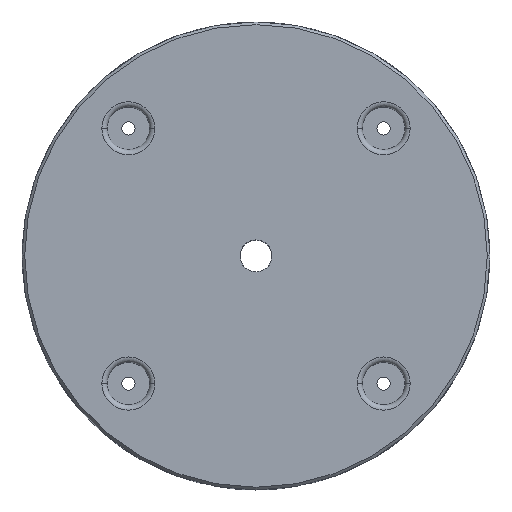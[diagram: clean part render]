
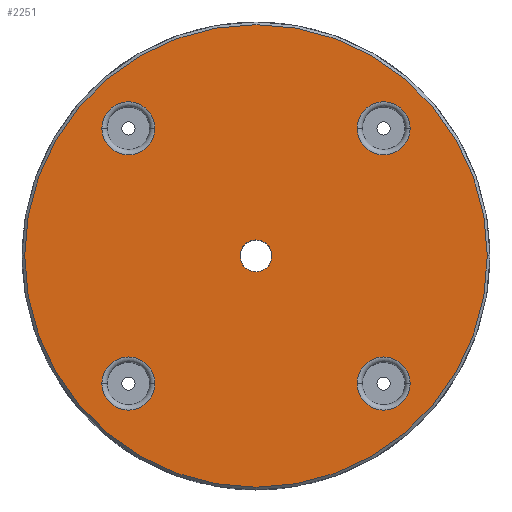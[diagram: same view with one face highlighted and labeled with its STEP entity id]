
A CAD part, top view. The second image highlights one B-rep face of the part: STEP entity #2251.
In plain terms, the highlighted planar face has unit normal (0, 0, 1).
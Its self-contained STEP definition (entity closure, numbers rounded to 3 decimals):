
#15 = ORIENTED_EDGE ( 'NONE', *, *, #2386, .T. ) ;
#57 = DIRECTION ( 'NONE',  ( 1., 0., 0. ) ) ;
#119 = EDGE_CURVE ( 'NONE', #768, #2440, #3097, .T. ) ;
#244 = CARTESIAN_POINT ( 'NONE',  ( -38., 48., 29. ) ) ;
#271 = ORIENTED_EDGE ( 'NONE', *, *, #1350, .F. ) ;
#309 = EDGE_LOOP ( 'NONE', ( #671, #1355 ) ) ;
#395 = VERTEX_POINT ( 'NONE', #3938 ) ;
#398 = DIRECTION ( 'NONE',  ( 1., 0., 0. ) ) ;
#415 = AXIS2_PLACEMENT_3D ( 'NONE', #4066, #1761, #3420 ) ;
#425 = ORIENTED_EDGE ( 'NONE', *, *, #1958, .T. ) ;
#453 = DIRECTION ( 'NONE',  ( 0., 0., -1. ) ) ;
#467 = AXIS2_PLACEMENT_3D ( 'NONE', #3625, #1004, #703 ) ;
#516 = CARTESIAN_POINT ( 'NONE',  ( -48., -48., 29. ) ) ;
#568 = FACE_BOUND ( 'NONE', #3385, .T. ) ;
#575 = PLANE ( 'NONE',  #2915 ) ;
#578 = EDGE_CURVE ( 'NONE', #1876, #3523, #2158, .T. ) ;
#671 = ORIENTED_EDGE ( 'NONE', *, *, #3858, .T. ) ;
#689 = DIRECTION ( 'NONE',  ( 1., 0., 0. ) ) ;
#693 = CARTESIAN_POINT ( 'NONE',  ( -87., 0., 29. ) ) ;
#703 = DIRECTION ( 'NONE',  ( 1., 0., 0. ) ) ;
#756 = AXIS2_PLACEMENT_3D ( 'NONE', #3628, #3297, #2976 ) ;
#768 = VERTEX_POINT ( 'NONE', #3825 ) ;
#799 = EDGE_CURVE ( 'NONE', #2264, #1023, #4160, .T. ) ;
#834 = CIRCLE ( 'NONE', #1962, 87. ) ;
#881 = DIRECTION ( 'NONE',  ( 0., 0., 1. ) ) ;
#922 = AXIS2_PLACEMENT_3D ( 'NONE', #2118, #453, #2452 ) ;
#928 = CIRCLE ( 'NONE', #2052, 10. ) ;
#987 = EDGE_LOOP ( 'NONE', ( #15, #1902 ) ) ;
#1004 = DIRECTION ( 'NONE',  ( 0., 0., -1. ) ) ;
#1015 = ORIENTED_EDGE ( 'NONE', *, *, #799, .T. ) ;
#1016 = CARTESIAN_POINT ( 'NONE',  ( -48., 48., 29. ) ) ;
#1023 = VERTEX_POINT ( 'NONE', #3083 ) ;
#1143 = CARTESIAN_POINT ( 'NONE',  ( 58., -48., 29. ) ) ;
#1183 = VERTEX_POINT ( 'NONE', #2168 ) ;
#1285 = AXIS2_PLACEMENT_3D ( 'NONE', #2000, #3647, #57 ) ;
#1340 = EDGE_CURVE ( 'NONE', #1023, #2264, #3644, .T. ) ;
#1350 = EDGE_CURVE ( 'NONE', #3523, #1876, #1679, .T. ) ;
#1355 = ORIENTED_EDGE ( 'NONE', *, *, #119, .T. ) ;
#1461 = FACE_BOUND ( 'NONE', #987, .T. ) ;
#1511 = VERTEX_POINT ( 'NONE', #244 ) ;
#1514 = EDGE_LOOP ( 'NONE', ( #3979, #2654 ) ) ;
#1520 = DIRECTION ( 'NONE',  ( 1., 0., 0. ) ) ;
#1534 = EDGE_CURVE ( 'NONE', #1666, #3077, #2609, .T. ) ;
#1666 = VERTEX_POINT ( 'NONE', #693 ) ;
#1670 = FACE_BOUND ( 'NONE', #4045, .T. ) ;
#1679 = CIRCLE ( 'NONE', #1285, 6. ) ;
#1761 = DIRECTION ( 'NONE',  ( 0., 0., 1. ) ) ;
#1808 = AXIS2_PLACEMENT_3D ( 'NONE', #3066, #3982, #398 ) ;
#1824 = DIRECTION ( 'NONE',  ( 0., 0., -1. ) ) ;
#1875 = CIRCLE ( 'NONE', #4248, 10. ) ;
#1876 = VERTEX_POINT ( 'NONE', #3852 ) ;
#1902 = ORIENTED_EDGE ( 'NONE', *, *, #2175, .T. ) ;
#1903 = CARTESIAN_POINT ( 'NONE',  ( 0., 0., 29. ) ) ;
#1958 = EDGE_CURVE ( 'NONE', #1511, #1183, #928, .T. ) ;
#1962 = AXIS2_PLACEMENT_3D ( 'NONE', #2096, #3135, #3752 ) ;
#2000 = CARTESIAN_POINT ( 'NONE',  ( 0., 0., 29. ) ) ;
#2018 = DIRECTION ( 'NONE',  ( 0., 0., -1. ) ) ;
#2025 = VERTEX_POINT ( 'NONE', #4105 ) ;
#2052 = AXIS2_PLACEMENT_3D ( 'NONE', #1016, #4002, #689 ) ;
#2096 = CARTESIAN_POINT ( 'NONE',  ( 0., 0., 29. ) ) ;
#2118 = CARTESIAN_POINT ( 'NONE',  ( 48., -48., 29. ) ) ;
#2137 = CARTESIAN_POINT ( 'NONE',  ( 87., 0., 29. ) ) ;
#2158 = CIRCLE ( 'NONE', #415, 6. ) ;
#2159 = CARTESIAN_POINT ( 'NONE',  ( 48., 48., 29. ) ) ;
#2168 = CARTESIAN_POINT ( 'NONE',  ( -58., 48., 29. ) ) ;
#2175 = EDGE_CURVE ( 'NONE', #395, #2025, #2396, .T. ) ;
#2193 = CIRCLE ( 'NONE', #922, 10. ) ;
#2248 = DIRECTION ( 'NONE',  ( 1., 0., 0. ) ) ;
#2251 = ADVANCED_FACE ( 'NONE', ( #1670, #1461, #4189, #2449, #2815, #568 ), #575, .T. ) ;
#2264 = VERTEX_POINT ( 'NONE', #3273 ) ;
#2350 = EDGE_LOOP ( 'NONE', ( #3811, #1015 ) ) ;
#2364 = EDGE_CURVE ( 'NONE', #1183, #1511, #3933, .T. ) ;
#2366 = CARTESIAN_POINT ( 'NONE',  ( -48., -48., 29. ) ) ;
#2386 = EDGE_CURVE ( 'NONE', #2025, #395, #1875, .T. ) ;
#2396 = CIRCLE ( 'NONE', #3591, 10. ) ;
#2440 = VERTEX_POINT ( 'NONE', #1143 ) ;
#2449 = FACE_BOUND ( 'NONE', #2350, .T. ) ;
#2452 = DIRECTION ( 'NONE',  ( 1., 0., 0. ) ) ;
#2504 = ORIENTED_EDGE ( 'NONE', *, *, #578, .F. ) ;
#2569 = CARTESIAN_POINT ( 'NONE',  ( 0., 0., 29. ) ) ;
#2609 = CIRCLE ( 'NONE', #3425, 87. ) ;
#2620 = AXIS2_PLACEMENT_3D ( 'NONE', #2159, #3490, #1520 ) ;
#2654 = ORIENTED_EDGE ( 'NONE', *, *, #3090, .T. ) ;
#2815 = FACE_OUTER_BOUND ( 'NONE', #1514, .T. ) ;
#2915 = AXIS2_PLACEMENT_3D ( 'NONE', #1903, #3194, #2248 ) ;
#2976 = DIRECTION ( 'NONE',  ( 1., 0., 0. ) ) ;
#3026 = DIRECTION ( 'NONE',  ( 1., 0., 0. ) ) ;
#3066 = CARTESIAN_POINT ( 'NONE',  ( -48., 48., 29. ) ) ;
#3077 = VERTEX_POINT ( 'NONE', #2137 ) ;
#3083 = CARTESIAN_POINT ( 'NONE',  ( 58., 48., 29. ) ) ;
#3090 = EDGE_CURVE ( 'NONE', #3077, #1666, #834, .T. ) ;
#3097 = CIRCLE ( 'NONE', #467, 10. ) ;
#3135 = DIRECTION ( 'NONE',  ( 0., 0., 1. ) ) ;
#3194 = DIRECTION ( 'NONE',  ( 0., 0., 1. ) ) ;
#3229 = DIRECTION ( 'NONE',  ( 1., 0., 0. ) ) ;
#3273 = CARTESIAN_POINT ( 'NONE',  ( 38., 48., 29. ) ) ;
#3297 = DIRECTION ( 'NONE',  ( 0., 0., -1. ) ) ;
#3385 = EDGE_LOOP ( 'NONE', ( #271, #2504 ) ) ;
#3420 = DIRECTION ( 'NONE',  ( 1., 0., 0. ) ) ;
#3425 = AXIS2_PLACEMENT_3D ( 'NONE', #2569, #881, #3229 ) ;
#3490 = DIRECTION ( 'NONE',  ( 0., 0., -1. ) ) ;
#3523 = VERTEX_POINT ( 'NONE', #3874 ) ;
#3591 = AXIS2_PLACEMENT_3D ( 'NONE', #516, #1824, #3799 ) ;
#3625 = CARTESIAN_POINT ( 'NONE',  ( 48., -48., 29. ) ) ;
#3628 = CARTESIAN_POINT ( 'NONE',  ( 48., 48., 29. ) ) ;
#3644 = CIRCLE ( 'NONE', #756, 10. ) ;
#3647 = DIRECTION ( 'NONE',  ( 0., 0., 1. ) ) ;
#3752 = DIRECTION ( 'NONE',  ( 1., 0., 0. ) ) ;
#3799 = DIRECTION ( 'NONE',  ( 1., 0., 0. ) ) ;
#3811 = ORIENTED_EDGE ( 'NONE', *, *, #1340, .T. ) ;
#3825 = CARTESIAN_POINT ( 'NONE',  ( 38., -48., 29. ) ) ;
#3852 = CARTESIAN_POINT ( 'NONE',  ( -6., 0., 29. ) ) ;
#3858 = EDGE_CURVE ( 'NONE', #2440, #768, #2193, .T. ) ;
#3874 = CARTESIAN_POINT ( 'NONE',  ( 6., 0., 29. ) ) ;
#3933 = CIRCLE ( 'NONE', #1808, 10. ) ;
#3938 = CARTESIAN_POINT ( 'NONE',  ( -58., -48., 29. ) ) ;
#3979 = ORIENTED_EDGE ( 'NONE', *, *, #1534, .T. ) ;
#3982 = DIRECTION ( 'NONE',  ( 0., 0., -1. ) ) ;
#4002 = DIRECTION ( 'NONE',  ( 0., 0., -1. ) ) ;
#4032 = ORIENTED_EDGE ( 'NONE', *, *, #2364, .T. ) ;
#4045 = EDGE_LOOP ( 'NONE', ( #425, #4032 ) ) ;
#4066 = CARTESIAN_POINT ( 'NONE',  ( 0., 0., 29. ) ) ;
#4105 = CARTESIAN_POINT ( 'NONE',  ( -38., -48., 29. ) ) ;
#4160 = CIRCLE ( 'NONE', #2620, 10. ) ;
#4189 = FACE_BOUND ( 'NONE', #309, .T. ) ;
#4248 = AXIS2_PLACEMENT_3D ( 'NONE', #2366, #2018, #3026 ) ;
